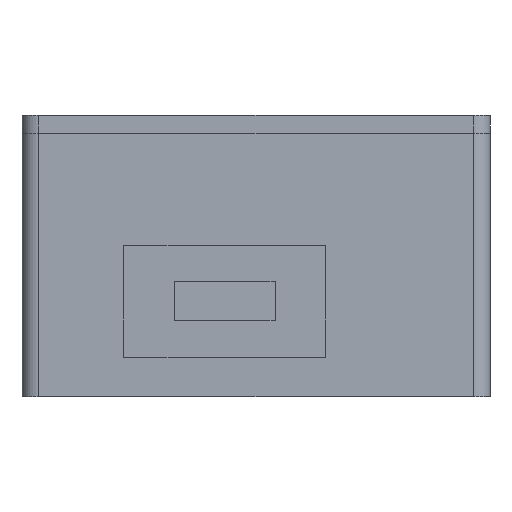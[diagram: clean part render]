
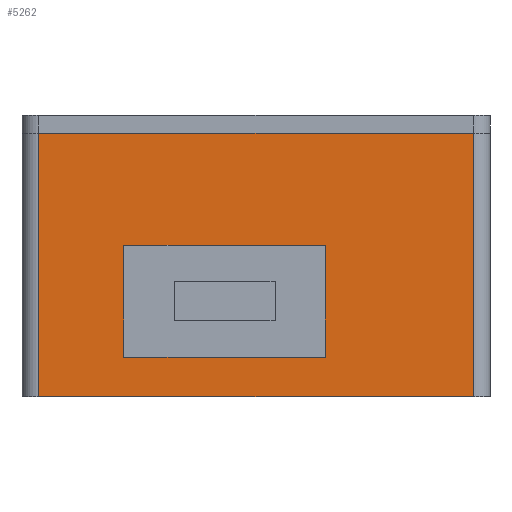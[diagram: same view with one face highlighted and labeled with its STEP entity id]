
A CAD part, front view. The second image highlights one B-rep face of the part: STEP entity #5262.
In plain terms, the highlighted planar face has unit normal (0, -1, 0).
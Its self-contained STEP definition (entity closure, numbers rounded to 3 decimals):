
#491=FACE_BOUND('',#854,.T.);
#556=FACE_OUTER_BOUND('',#853,.T.);
#853=EDGE_LOOP('',(#3662,#3663,#3664,#3665));
#854=EDGE_LOOP('',(#3666,#3667,#3668,#3669));
#1157=LINE('',#6666,#1652);
#1161=LINE('',#6674,#1656);
#1164=LINE('',#6680,#1659);
#1167=LINE('',#6685,#1662);
#1224=LINE('',#6814,#1719);
#1234=LINE('',#6840,#1729);
#1235=LINE('',#6843,#1730);
#1236=LINE('',#6844,#1731);
#1652=VECTOR('',#5764,10.);
#1656=VECTOR('',#5770,10.);
#1659=VECTOR('',#5775,10.);
#1662=VECTOR('',#5780,10.);
#1719=VECTOR('',#5899,10.);
#1729=VECTOR('',#5929,10.);
#1730=VECTOR('',#5932,10.);
#1731=VECTOR('',#5933,10.);
#2145=VERTEX_POINT('',#6664);
#2146=VERTEX_POINT('',#6665);
#2149=VERTEX_POINT('',#6673);
#2151=VERTEX_POINT('',#6679);
#2192=VERTEX_POINT('',#6811);
#2193=VERTEX_POINT('',#6813);
#2199=VERTEX_POINT('',#6838);
#2200=VERTEX_POINT('',#6842);
#2685=EDGE_CURVE('',#2145,#2146,#1157,.T.);
#2689=EDGE_CURVE('',#2149,#2145,#1161,.T.);
#2692=EDGE_CURVE('',#2151,#2149,#1164,.T.);
#2695=EDGE_CURVE('',#2146,#2151,#1167,.T.);
#2758=EDGE_CURVE('',#2192,#2193,#1224,.T.);
#2772=EDGE_CURVE('',#2192,#2199,#1234,.T.);
#2773=EDGE_CURVE('',#2200,#2199,#1235,.T.);
#2774=EDGE_CURVE('',#2193,#2200,#1236,.T.);
#3662=ORIENTED_EDGE('',*,*,#2773,.F.);
#3663=ORIENTED_EDGE('',*,*,#2774,.F.);
#3664=ORIENTED_EDGE('',*,*,#2758,.F.);
#3665=ORIENTED_EDGE('',*,*,#2772,.T.);
#3666=ORIENTED_EDGE('',*,*,#2685,.T.);
#3667=ORIENTED_EDGE('',*,*,#2695,.T.);
#3668=ORIENTED_EDGE('',*,*,#2692,.T.);
#3669=ORIENTED_EDGE('',*,*,#2689,.T.);
#5119=PLANE('',#5583);
#5262=ADVANCED_FACE('',(#556,#491),#5119,.T.);
#5583=AXIS2_PLACEMENT_3D('',#6841,#5930,#5931);
#5764=DIRECTION('',(0.,0.,-1.));
#5770=DIRECTION('',(1.,0.,0.));
#5775=DIRECTION('',(0.,0.,1.));
#5780=DIRECTION('',(-1.,0.,0.));
#5899=DIRECTION('',(-1.,0.,0.));
#5929=DIRECTION('',(0.,0.,1.));
#5930=DIRECTION('center_axis',(0.,-1.,0.));
#5931=DIRECTION('ref_axis',(1.,0.,0.));
#5932=DIRECTION('',(1.,0.,0.));
#5933=DIRECTION('',(0.,0.,1.));
#6664=CARTESIAN_POINT('',(9.,-4.2,12.5));
#6665=CARTESIAN_POINT('',(9.,-4.2,2.5));
#6666=CARTESIAN_POINT('',(9.,-4.2,6.25));
#6673=CARTESIAN_POINT('',(-9.,-4.2,12.5));
#6674=CARTESIAN_POINT('',(-12.8,-4.2,12.5));
#6679=CARTESIAN_POINT('',(-9.,-4.2,2.5));
#6680=CARTESIAN_POINT('',(-9.,-4.2,1.25));
#6685=CARTESIAN_POINT('',(-3.8,-4.2,2.5));
#6811=CARTESIAN_POINT('',(22.2,-4.2,-1.));
#6813=CARTESIAN_POINT('',(-16.6,-4.2,-1.));
#6814=CARTESIAN_POINT('',(22.2,-4.2,-1.));
#6838=CARTESIAN_POINT('',(22.2,-4.2,22.5));
#6840=CARTESIAN_POINT('',(22.2,-4.2,0.));
#6841=CARTESIAN_POINT('Origin',(-16.6,-4.2,0.));
#6842=CARTESIAN_POINT('',(-16.6,-4.2,22.5));
#6843=CARTESIAN_POINT('',(22.2,-4.2,22.5));
#6844=CARTESIAN_POINT('',(-16.6,-4.2,0.));
